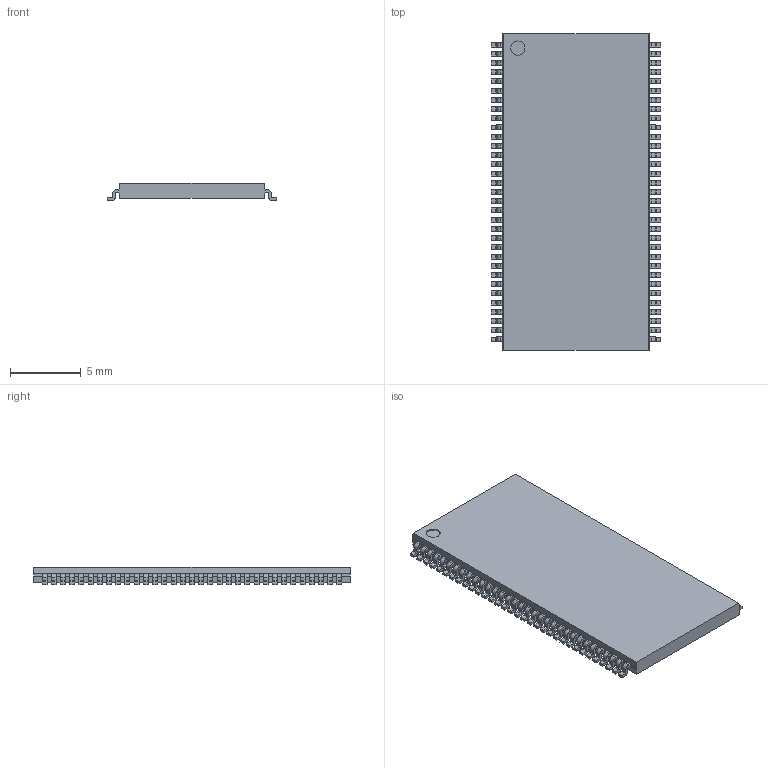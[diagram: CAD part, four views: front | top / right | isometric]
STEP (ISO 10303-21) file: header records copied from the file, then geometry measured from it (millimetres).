
FILE_DESCRIPTION((''),'2;1');
FILE_NAME('SOP65P1176X120-66N.stp','2012-10-18T14:05:21',(''),(''),'Mechanical Desktop 2011','Mechanical Desktop 2011',', , ');
FILE_SCHEMA(('AUTOMOTIVE_DESIGN { 1 2 10303 214 1 1 1 1 }'));
Length unit declared in the file: millimetre
Products named in the file (1): Product
Bounding box: 11.96 x 22.3 x 1.2 mm (x, y, z)
Volume: 245.9 mm3; surface area: 624 mm2
Topology: 67 solids, 67 shells, 937 faces, 2406 edges, 1604 vertices
Faces by surface type: bspline 462, plane 341, cylinder 134
Entity records: 30054 total; most frequent: CARTESIAN_POINT 8182, ORIENTED_EDGE 4812, DIRECTION 3890, EDGE_CURVE 2406, VECTOR 1874, LINE 1874, VERTEX_POINT 1604, AXIS2_PLACEMENT_3D 1008
